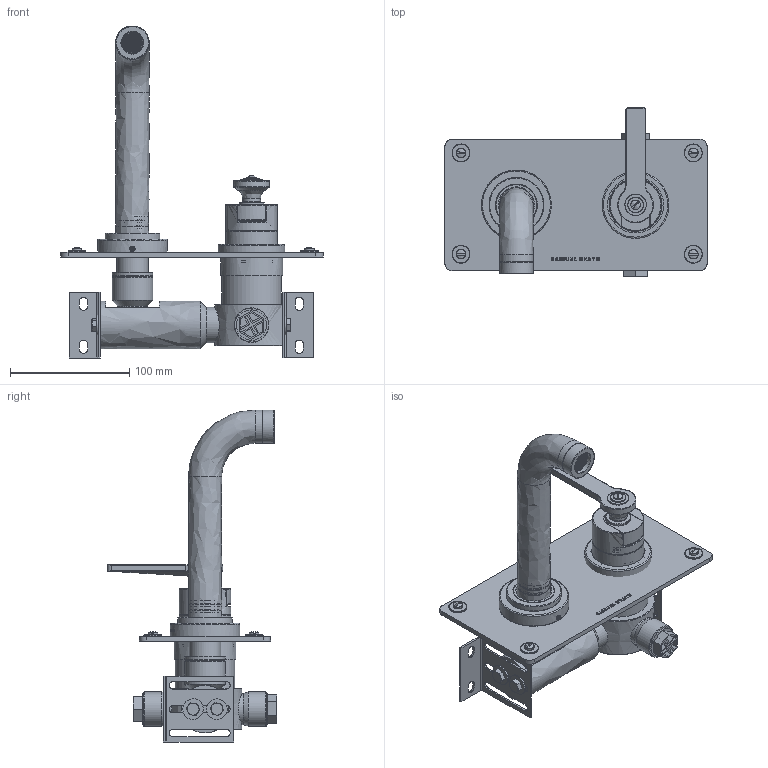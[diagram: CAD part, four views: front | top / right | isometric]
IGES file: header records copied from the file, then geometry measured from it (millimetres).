
Global section: file name: V7K35-RH-1LF; native system: Autodesk Inventor 2018; preprocessor: unknown; author: aduggalther; date: 20171213.081745; units: millimetre
Bounding box: 220 x 142.02 x 278.6 mm (x, y, z)
Volume: 568769 mm3; surface area: 287996 mm2
Topology: 61 solids, 62 shells, 2942 faces, 7897 edges, 5351 vertices
Faces by surface type: bspline 2942
